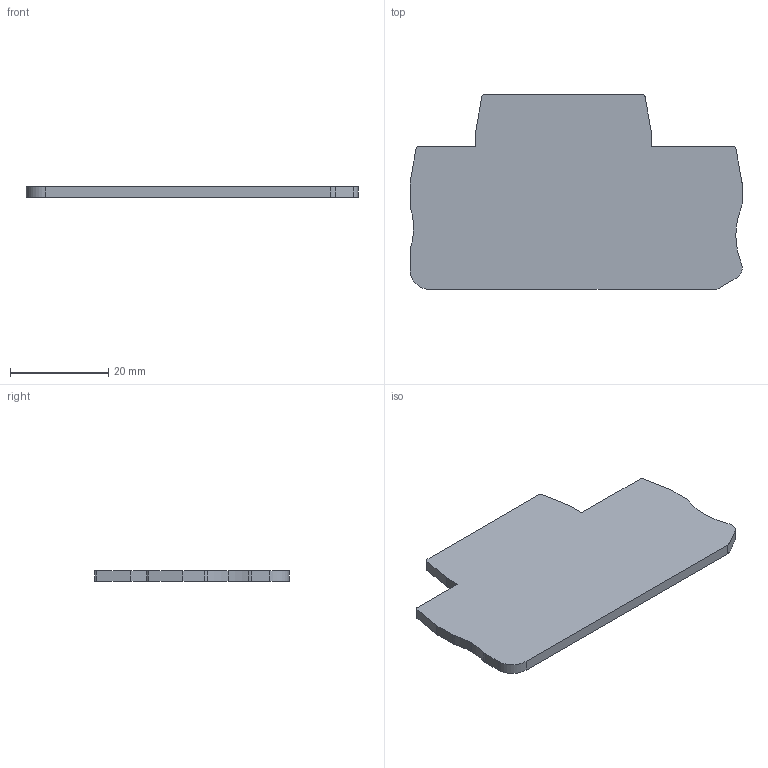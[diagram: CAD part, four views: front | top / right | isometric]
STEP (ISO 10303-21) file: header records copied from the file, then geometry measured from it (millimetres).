
FILE_DESCRIPTION(('SolidDesigner STEP Export'),'2;1');
FILE_NAME('3030459_d_sttb25.stp','2004-02-04T 8:37:05',(''),(''),'OneSpaceDesigner STEP processor Version: 9.0 (March 2001)for AP214(CD)(Solid Model)','CoCreate OneSpaceDesigner: 11.50A 18-Jul-2002(C) CoCreate Software GmbH','');
FILE_SCHEMA(('AUTOMOTIVE_DESIGN_CC2 {1 2 10303 214 -1 1 5 1}'));
Length unit declared in the file: millimetre
Products named in the file (2): d_sttb_25_select
Assembly tree (1 placements, depth 2):
  d_sttb_25_select
    d_sttb_25_select
Bounding box: 67.55 x 39.65 x 2.2 mm (x, y, z)
Volume: 5049.9 mm3; surface area: 5042.7 mm2
Topology: 1 solids, 1 shells, 36 faces, 102 edges, 68 vertices
Faces by surface type: cylinder 19, plane 17
Entity records: 1487 total; most frequent: DIRECTION 204, ORIENTED_EDGE 204, CARTESIAN_POINT 202, EDGE_CURVE 102, AXIS2_PLACEMENT_3D 70, VERTEX_POINT 68, VECTOR 64, LINE 64
